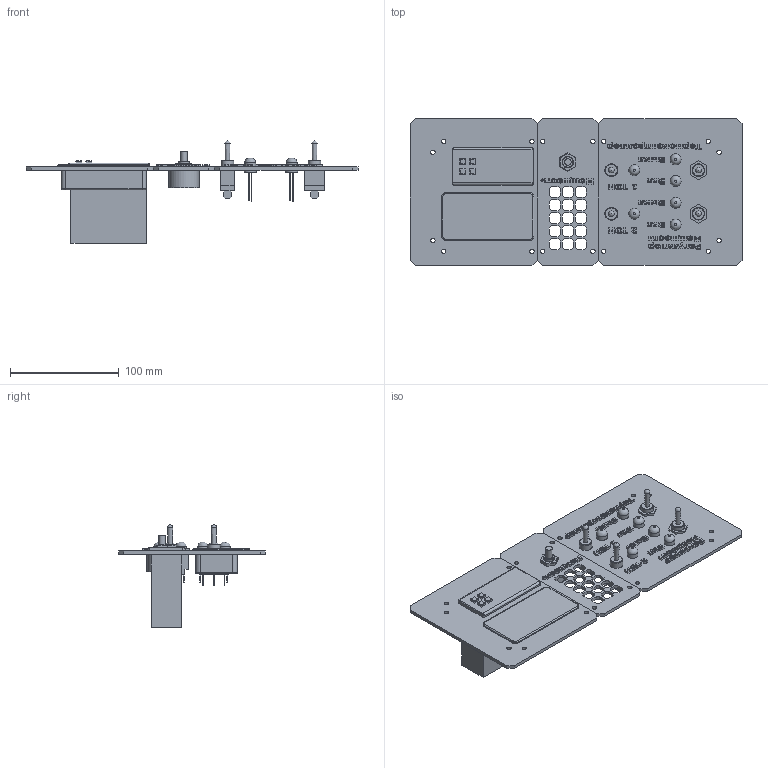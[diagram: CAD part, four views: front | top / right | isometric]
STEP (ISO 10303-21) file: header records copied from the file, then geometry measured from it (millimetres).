
FILE_DESCRIPTION(('STEP AP242'), '1');
FILE_NAME('assemblyTopHalf2', '', ('UNSPECIFIED'), ('UNSPECIFIED'), 'C3D Converter', 'C3D Toolkit', '');
FILE_SCHEMA(('AP242_MANAGED_MODEL_BASED_3D_ENGINEERING_MIM_LF { 1 0 10303 442 1 1 4 }'));
Length unit declared in the file: millimetre
Assembly tree (31 placements, depth 3):
  (unnamed)
    (unnamed)
      (unnamed)
      (unnamed)
      (unnamed)
    (unnamed)
      (unnamed)
      (unnamed)  x2
      (unnamed)  x6
      (unnamed)  x2
      (unnamed)  x2
    (unnamed)
      (unnamed)
      (unnamed)
      (unnamed)
    (unnamed)
    (unnamed)
    (unnamed)  x2
    (unnamed)  x2
    (unnamed)
    (unnamed)
    (unnamed)
Bounding box: 305 x 135 x 94 mm (x, y, z)
Volume: 376902.3 mm3; surface area: 134232.2 mm2
Topology: 83 solids, 83 shells, 1957 faces, 5186 edges, 3433 vertices
Faces by surface type: plane 1021, extrusion 810, cylinder 95, torus 19, cone 8, bspline 4
Full cylindrical faces by diameter (mm): 4 x16, 6 x1, 9.5 x2, 10 x13, 11 x6, 11.6 x6, 12 x4, 28 x1
Entity records: 53428 total; most frequent: CARTESIAN_POINT 14383, ORIENTED_EDGE 8446, DIRECTION 5527, EDGE_CURVE 4223, VECTOR 3383, VERTEX_POINT 2826, LINE 2703, B_SPLINE_CURVE_WITH_KNOTS 2048
